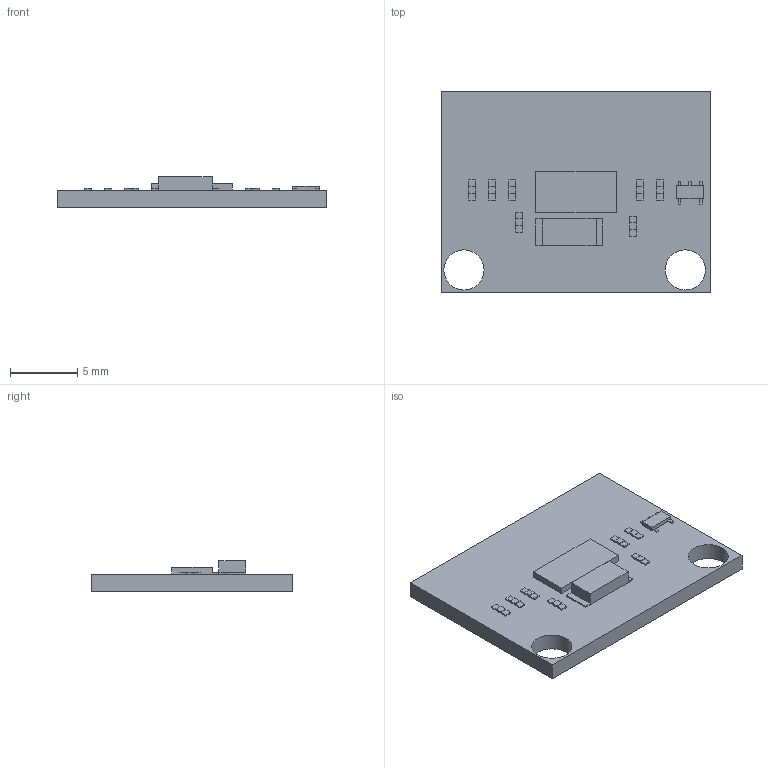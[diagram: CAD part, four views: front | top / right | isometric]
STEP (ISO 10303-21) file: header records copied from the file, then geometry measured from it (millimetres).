
FILE_DESCRIPTION(/* description */ (''),/* implementation_level */ '2;1');
FILE_NAME(/* name */ 'adxl345.step',/* time_stamp */ '2020-12-16T23:28:56+01:00',/* author */ (''),/* organization */ (''),/* preprocessor_version */ 'ST-DEVELOPER v18.1',/* originating_system */ 'Autodesk Translation Framework v9.7.1.1290',/* authorisation */ '');
FILE_SCHEMA (('AUTOMOTIVE_DESIGN { 1 0 10303 214 3 1 1 }'));
Length unit declared in the file: millimetre
Products named in the file (1): adxl345
Bounding box: 20 x 15 x 2.27 mm (x, y, z)
Volume: 381.5 mm3; surface area: 785 mm2
Topology: 32 solids, 32 shells, 194 faces, 390 edges, 260 vertices
Faces by surface type: plane 192, cylinder 2
Full cylindrical faces by diameter (mm): 3 x2
Entity records: 4969 total; most frequent: CARTESIAN_POINT 845, DIRECTION 784, ORIENTED_EDGE 780, EDGE_CURVE 390, LINE 386, VECTOR 386, VERTEX_POINT 260, AXIS2_PLACEMENT_3D 199
